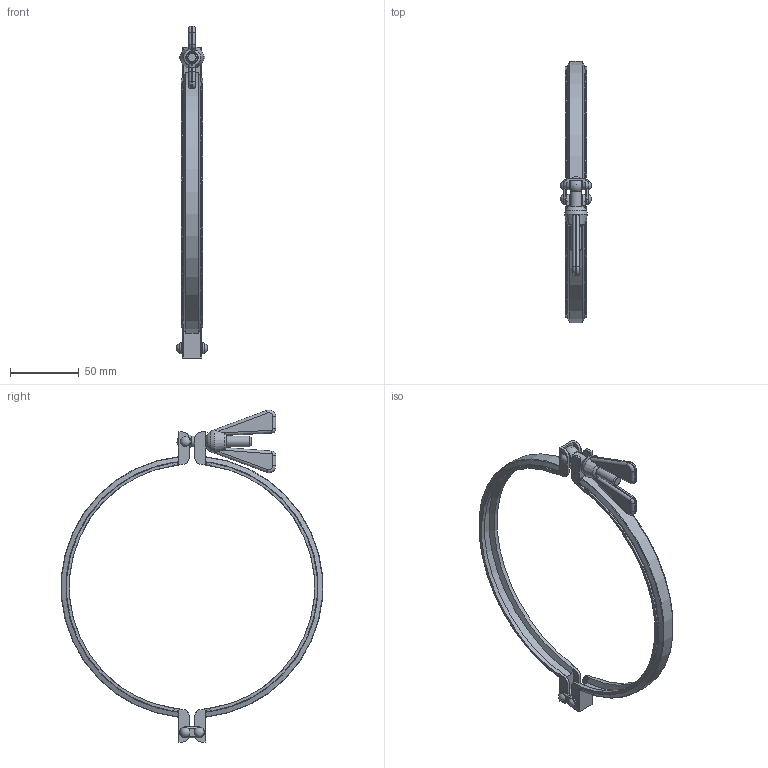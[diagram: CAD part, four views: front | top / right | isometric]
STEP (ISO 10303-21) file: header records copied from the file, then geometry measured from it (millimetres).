
FILE_DESCRIPTION((''),'2;1');
FILE_NAME('18701658X.stp','2010-09-14T10:54:09',('thilbrands'),(''),'Autodesk Inventor 2008','Autodesk Inventor 2008','');
FILE_SCHEMA(('AUTOMOTIVE_DESIGN { 1 0 10303 214 1 1 1 1 }'));
Length unit declared in the file: millimetre
Products named in the file (8): 18701112X; Oberteil_neu-09; Unterteil_neu-09; Klappblech; Halbhohlniet_lang; Augenschraube; Halbhohlniet; Flügelmutter
Assembly tree (9 placements, depth 2):
  18701112X
    Oberteil_neu-09
    Unterteil_neu-09
    Klappblech  x2
    Halbhohlniet_lang  x2
    Augenschraube
    Halbhohlniet
    Flügelmutter
Bounding box: 22.75 x 190.29 x 241.97 mm (x, y, z)
Volume: 37987.9 mm3; surface area: 37094.7 mm2
Topology: 9 solids, 9 shells, 213 faces, 543 edges, 353 vertices
Faces by surface type: cylinder 83, plane 63, bspline 32, torus 14, cone 14, sphere 7
Full cylindrical faces by diameter (mm): 4 x8, 4.82 x3, 8 x1
Entity records: 6847 total; most frequent: CARTESIAN_POINT 1955, DIRECTION 976, ORIENTED_EDGE 976, EDGE_CURVE 488, AXIS2_PLACEMENT_3D 391, VERTEX_POINT 328, EDGE_LOOP 240, FACE_OUTER_BOUND 196
